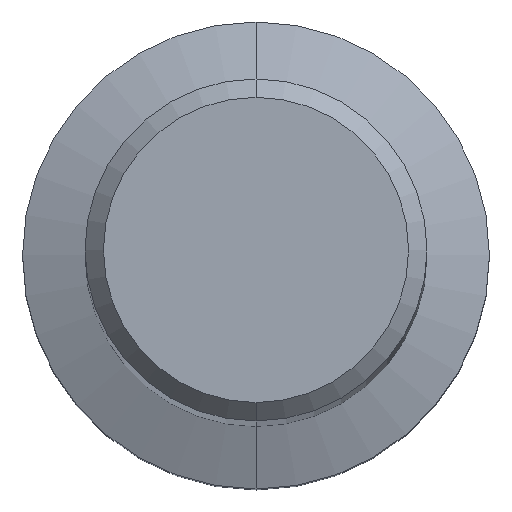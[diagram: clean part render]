
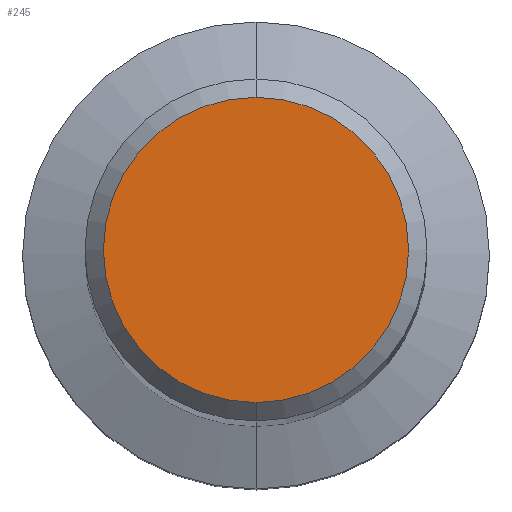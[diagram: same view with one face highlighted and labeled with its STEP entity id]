
A CAD part, top view. The second image highlights one B-rep face of the part: STEP entity #245.
In plain terms, the highlighted planar face has unit normal (0, 0, 1).
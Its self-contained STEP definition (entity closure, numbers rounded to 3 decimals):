
#127=EDGE_CURVE('',#287,#159,#326,.T.);
#159=VERTEX_POINT('',#364);
#163=EDGE_CURVE('',#159,#287,#368,.T.);
#245=ADVANCED_FACE('',(#459),#460,.T.);
#287=VERTEX_POINT('',#509);
#326=CIRCLE('',#544,4.15);
#364=CARTESIAN_POINT('',(0.0,4.15,0.0));
#368=CIRCLE('',#595,4.15);
#459=FACE_OUTER_BOUND('',#718,.T.);
#460=PLANE('',#719);
#509=CARTESIAN_POINT('',(0.,-4.15,0.0));
#544=AXIS2_PLACEMENT_3D('',#805,#806,#807);
#595=AXIS2_PLACEMENT_3D('',#862,#863,#864);
#718=EDGE_LOOP('',(#973,#974));
#719=AXIS2_PLACEMENT_3D('',#975,#976,#977);
#805=CARTESIAN_POINT('',(0.0,0.0,0.0));
#806=DIRECTION('',(0.0,0.0,-1.0));
#807=DIRECTION('',(0.0,1.0,0.0));
#862=CARTESIAN_POINT('',(0.0,0.0,0.0));
#863=DIRECTION('',(0.0,0.0,-1.0));
#864=DIRECTION('',(0.0,1.0,0.0));
#973=ORIENTED_EDGE('',*,*,#163,.F.);
#974=ORIENTED_EDGE('',*,*,#127,.F.);
#975=CARTESIAN_POINT('',(0.0,2.075,0.0));
#976=DIRECTION('',(-0.0,0.0,1.0));
#977=DIRECTION('',(0.0,-1.0,0.0));
